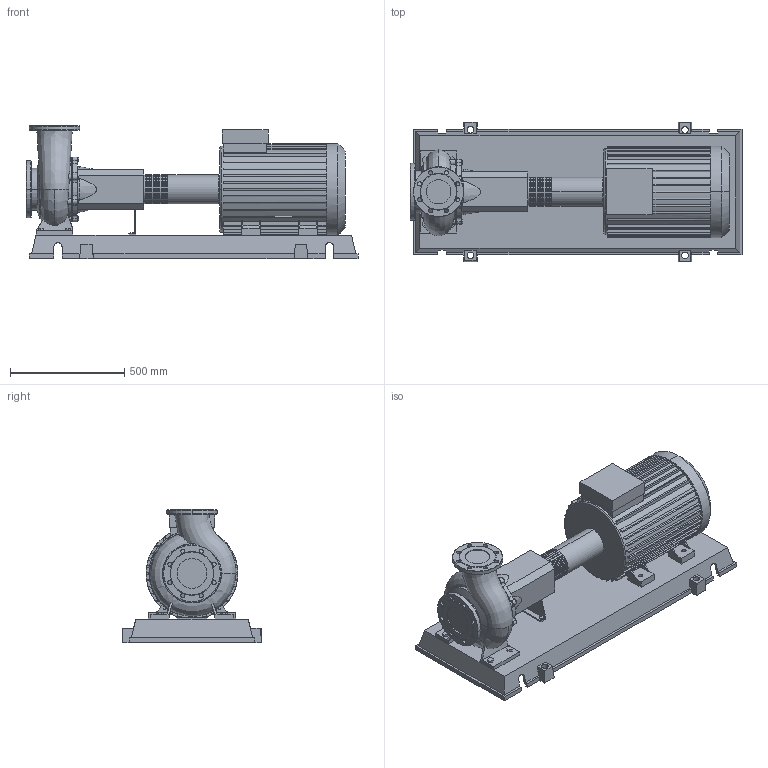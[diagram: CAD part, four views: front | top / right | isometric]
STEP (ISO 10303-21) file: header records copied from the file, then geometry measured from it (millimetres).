
FILE_DESCRIPTION((''),'2;1');
FILE_NAME('3d_NL100_160-37-2-12-4109317.stp','2015-03-03T07:21:43',(''),(''),'Mechanical Desktop 2009','Mechanical Desktop 2009',', , ');
FILE_SCHEMA(('CONFIG_CONTROL_DESIGN'));
Length unit declared in the file: millimetre
Products named in the file (1): Product
Bounding box: 1455 x 610 x 583 mm (x, y, z)
Volume: 111416104 mm3; surface area: 4972761.3 mm2
Topology: 11 solids, 11 shells, 874 faces, 2335 edges, 1537 vertices
Faces by surface type: plane 445, cylinder 249, bspline 152, cone 14, torus 14
Entity records: 31985 total; most frequent: CARTESIAN_POINT 9888, ORIENTED_EDGE 4672, DIRECTION 4477, EDGE_CURVE 2336, VERTEX_POINT 1534, AXIS2_PLACEMENT_3D 1527, VECTOR 1423, LINE 1423
